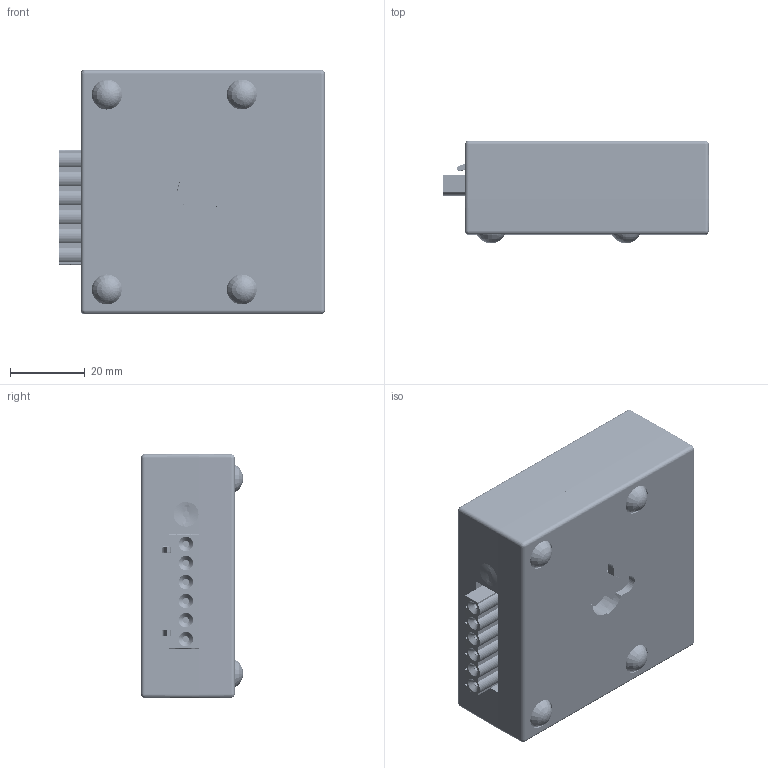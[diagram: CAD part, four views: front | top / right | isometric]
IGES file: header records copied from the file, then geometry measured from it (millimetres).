
Start section: SolidWorks IGES file using analytic representation for surfaces
Global section: file name: PxLNet_whole assembly.IGS; native system: SolidWorks 2017; preprocessor: SolidWorks 2017; author: marto; date: 190821.161127; units: millimetre
Bounding box: 70.93 x 27.25 x 65.16 mm (x, y, z)
Surface area: 52256.4 mm2 (no closed solid volume)
Topology: 0 solids, 0 shells, 6811 faces, 42664 edges, 42484 vertices
Faces by surface type: bspline 4603, revolution 2208
